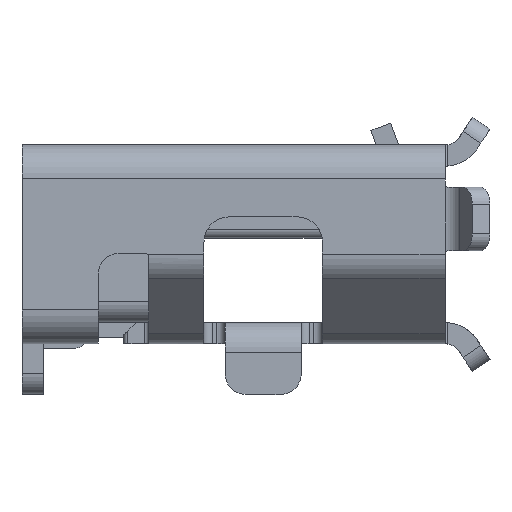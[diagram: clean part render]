
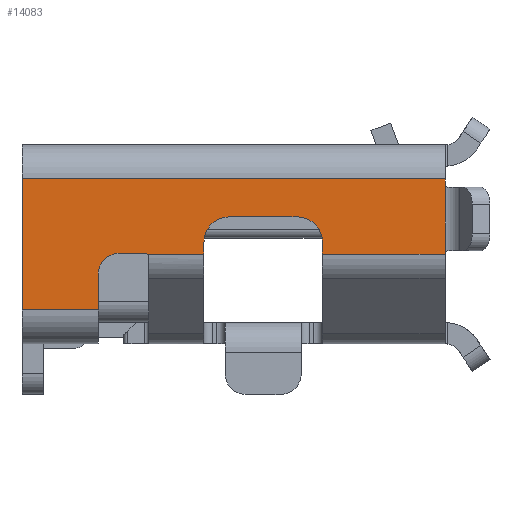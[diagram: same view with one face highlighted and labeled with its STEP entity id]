
A CAD part, left-side view. The second image highlights one B-rep face of the part: STEP entity #14083.
In plain terms, the highlighted planar face has unit normal (-1, 0, 0).
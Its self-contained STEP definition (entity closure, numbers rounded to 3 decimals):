
#562=PLANE('',#15101);
#1179=FACE_OUTER_BOUND('',#1956,.T.);
#1956=EDGE_LOOP('',(#11589,#11590,#11591,#11592,#11593,#11594,#11595,#11596,
#11597,#11598,#11599,#11600,#11601,#11602,#11603,#11604,#11605));
#3140=LINE('',#23928,#4629);
#3143=LINE('',#24013,#4632);
#3146=LINE('',#24020,#4635);
#3152=LINE('',#24037,#4641);
#3165=LINE('',#24079,#4654);
#3184=LINE('',#24129,#4673);
#3185=LINE('',#24130,#4674);
#3186=LINE('',#24132,#4675);
#3187=LINE('',#24134,#4676);
#3188=LINE('',#24135,#4677);
#3189=LINE('',#24137,#4678);
#3190=LINE('',#24139,#4679);
#3191=LINE('',#24140,#4680);
#4629=VECTOR('',#17865,1000.);
#4632=VECTOR('',#17872,1000.);
#4635=VECTOR('',#17877,1000.);
#4641=VECTOR('',#17893,1000.);
#4654=VECTOR('',#17938,1000.);
#4673=VECTOR('',#17983,1000.);
#4674=VECTOR('',#17984,1000.);
#4675=VECTOR('',#17985,1000.);
#4676=VECTOR('',#17986,1000.);
#4677=VECTOR('',#17987,1000.);
#4678=VECTOR('',#17988,1000.);
#4679=VECTOR('',#17989,1000.);
#4680=VECTOR('',#17990,1000.);
#5424=CIRCLE('',#15069,0.25);
#5430=CIRCLE('',#15078,0.3);
#5432=CIRCLE('',#15082,0.3);
#5439=CIRCLE('',#15102,0.05);
#6479=VERTEX_POINT('',#23901);
#6480=VERTEX_POINT('',#23927);
#6484=VERTEX_POINT('',#24010);
#6485=VERTEX_POINT('',#24012);
#6487=VERTEX_POINT('',#24018);
#6488=VERTEX_POINT('',#24019);
#6491=VERTEX_POINT('',#24027);
#6494=VERTEX_POINT('',#24036);
#6496=VERTEX_POINT('',#24044);
#6503=VERTEX_POINT('',#24061);
#6507=VERTEX_POINT('',#24077);
#6524=VERTEX_POINT('',#24127);
#6525=VERTEX_POINT('',#24128);
#6526=VERTEX_POINT('',#24131);
#6527=VERTEX_POINT('',#24133);
#6528=VERTEX_POINT('',#24136);
#6529=VERTEX_POINT('',#24138);
#8247=EDGE_CURVE('',#6479,#6480,#3140,.T.);
#8253=EDGE_CURVE('',#6484,#6485,#3143,.T.);
#8256=EDGE_CURVE('',#6487,#6488,#3146,.T.);
#8260=EDGE_CURVE('',#6488,#6491,#5424,.T.);
#8265=EDGE_CURVE('',#6491,#6494,#3152,.T.);
#8271=EDGE_CURVE('',#6485,#6496,#5430,.T.);
#8278=EDGE_CURVE('',#6503,#6484,#5432,.T.);
#8286=EDGE_CURVE('',#6494,#6507,#3165,.T.);
#8309=EDGE_CURVE('',#6524,#6525,#3184,.T.);
#8310=EDGE_CURVE('',#6496,#6524,#3185,.T.);
#8311=EDGE_CURVE('',#6526,#6503,#3186,.T.);
#8312=EDGE_CURVE('',#6527,#6526,#3187,.T.);
#8313=EDGE_CURVE('',#6480,#6527,#3188,.T.);
#8314=EDGE_CURVE('',#6479,#6528,#3189,.T.);
#8315=EDGE_CURVE('',#6528,#6529,#3190,.T.);
#8316=EDGE_CURVE('',#6507,#6529,#3191,.T.);
#8317=EDGE_CURVE('',#6525,#6487,#5439,.T.);
#11589=ORIENTED_EDGE('',*,*,#8309,.F.);
#11590=ORIENTED_EDGE('',*,*,#8310,.F.);
#11591=ORIENTED_EDGE('',*,*,#8271,.F.);
#11592=ORIENTED_EDGE('',*,*,#8253,.F.);
#11593=ORIENTED_EDGE('',*,*,#8278,.F.);
#11594=ORIENTED_EDGE('',*,*,#8311,.F.);
#11595=ORIENTED_EDGE('',*,*,#8312,.F.);
#11596=ORIENTED_EDGE('',*,*,#8313,.F.);
#11597=ORIENTED_EDGE('',*,*,#8247,.F.);
#11598=ORIENTED_EDGE('',*,*,#8314,.T.);
#11599=ORIENTED_EDGE('',*,*,#8315,.T.);
#11600=ORIENTED_EDGE('',*,*,#8316,.F.);
#11601=ORIENTED_EDGE('',*,*,#8286,.F.);
#11602=ORIENTED_EDGE('',*,*,#8265,.F.);
#11603=ORIENTED_EDGE('',*,*,#8260,.F.);
#11604=ORIENTED_EDGE('',*,*,#8256,.F.);
#11605=ORIENTED_EDGE('',*,*,#8317,.F.);
#14083=ADVANCED_FACE('',(#1179),#562,.T.);
#15069=AXIS2_PLACEMENT_3D('',#24028,#17883,#17884);
#15078=AXIS2_PLACEMENT_3D('',#24048,#17906,#17907);
#15082=AXIS2_PLACEMENT_3D('',#24063,#17919,#17920);
#15101=AXIS2_PLACEMENT_3D('',#24126,#17981,#17982);
#15102=AXIS2_PLACEMENT_3D('',#24141,#17991,#17992);
#17865=DIRECTION('',(0.,0.,-1.));
#17872=DIRECTION('',(0.,1.,0.));
#17877=DIRECTION('',(0.,1.,0.));
#17883=DIRECTION('center_axis',(-1.,0.,
0.));
#17884=DIRECTION('ref_axis',(0.,1.,0.));
#17893=DIRECTION('',(0.,0.,-1.));
#17906=DIRECTION('center_axis',(-1.,0.,
0.));
#17907=DIRECTION('ref_axis',(0.,1.,0.));
#17919=DIRECTION('center_axis',(-1.,0.,0.));
#17920=DIRECTION('ref_axis',(0.,0.,1.));
#17938=DIRECTION('',(0.,1.,0.));
#17981=DIRECTION('center_axis',(-1.,0.,0.));
#17982=DIRECTION('ref_axis',(0.,1.,0.));
#17983=DIRECTION('',(0.,1.,0.));
#17984=DIRECTION('',(0.,0.,-1.));
#17985=DIRECTION('',(0.,0.,1.));
#17986=DIRECTION('',(0.,1.,0.));
#17987=DIRECTION('',(0.,0.,-1.));
#17988=DIRECTION('',(0.,0.,1.));
#17989=DIRECTION('',(0.,1.,0.));
#17990=DIRECTION('',(0.,0.,1.));
#17991=DIRECTION('center_axis',(-1.,0.,
0.));
#17992=DIRECTION('ref_axis',(0.,0.676,-0.737));
#23901=CARTESIAN_POINT('',(-3.7,-2.077,1.924));
#23927=CARTESIAN_POINT('',(-3.7,-2.077,1.114));
#23928=CARTESIAN_POINT('',(-3.7,-2.077,1.219));
#24010=CARTESIAN_POINT('',(-3.7,-0.327,1.544));
#24012=CARTESIAN_POINT('',(-3.7,0.473,1.544));
#24013=CARTESIAN_POINT('',(-3.7,0.423,1.544));
#24018=CARTESIAN_POINT('',(-3.7,1.473,1.114));
#24019=CARTESIAN_POINT('',(-3.7,1.773,1.114));
#24020=CARTESIAN_POINT('',(-3.7,0.423,1.114));
#24027=CARTESIAN_POINT('',(-3.7,2.023,0.864));
#24028=CARTESIAN_POINT('Origin',(-3.7,1.773,0.864));
#24036=CARTESIAN_POINT('',(-3.7,2.023,0.444));
#24037=CARTESIAN_POINT('',(-3.7,2.023,1.219));
#24044=CARTESIAN_POINT('',(-3.7,0.773,1.244));
#24048=CARTESIAN_POINT('Origin',(-3.7,0.473,1.244));
#24061=CARTESIAN_POINT('',(-3.7,-0.627,1.244));
#24063=CARTESIAN_POINT('Origin',(-3.7,-0.327,1.244));
#24077=CARTESIAN_POINT('',(-3.7,2.923,0.444));
#24079=CARTESIAN_POINT('',(-3.7,0.423,0.444));
#24126=CARTESIAN_POINT('Origin',(-3.7,0.423,1.219));
#24127=CARTESIAN_POINT('',(-3.7,0.773,1.104));
#24128=CARTESIAN_POINT('',(-3.7,1.443,1.104));
#24129=CARTESIAN_POINT('',(-3.7,0.423,1.104));
#24130=CARTESIAN_POINT('',(-3.7,0.773,1.219));
#24131=CARTESIAN_POINT('',(-3.7,-0.627,1.104));
#24132=CARTESIAN_POINT('',(-3.7,-0.627,1.219));
#24133=CARTESIAN_POINT('',(-3.7,-2.077,1.104));
#24134=CARTESIAN_POINT('',(-3.7,0.423,1.104));
#24135=CARTESIAN_POINT('',(-3.7,-2.077,1.219));
#24136=CARTESIAN_POINT('',(-3.7,-2.077,1.994));
#24137=CARTESIAN_POINT('',(-3.7,-2.077,2.159));
#24138=CARTESIAN_POINT('',(-3.7,2.923,1.994));
#24139=CARTESIAN_POINT('',(-3.7,-2.177,1.994));
#24140=CARTESIAN_POINT('',(-3.7,2.923,1.219));
#24141=CARTESIAN_POINT('Origin',(-3.7,1.473,1.064));
